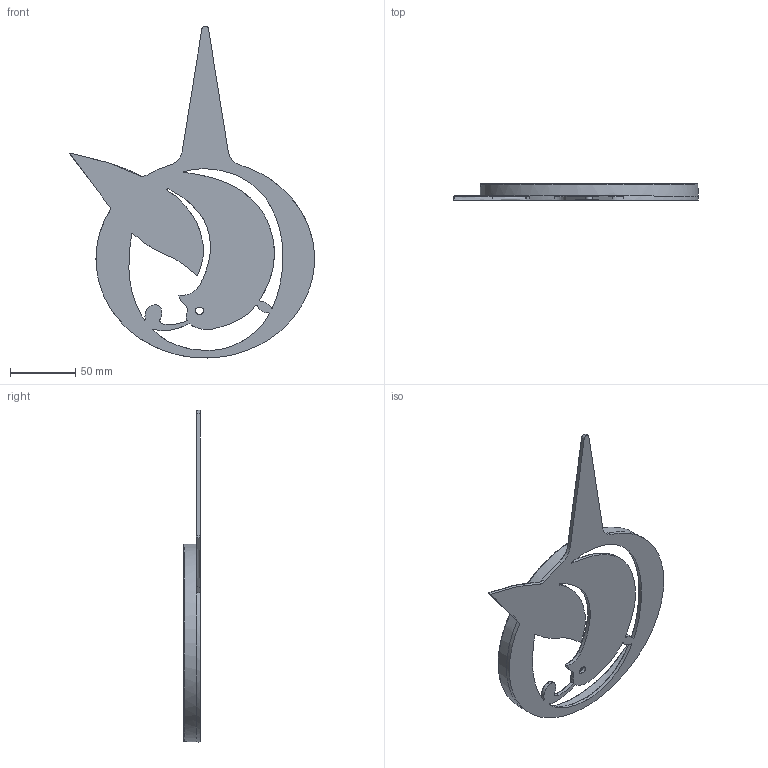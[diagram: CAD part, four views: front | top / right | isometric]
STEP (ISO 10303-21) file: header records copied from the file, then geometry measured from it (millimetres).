
FILE_DESCRIPTION(/* description */ (''),/* implementation_level */ '2;1');
FILE_NAME(/* name */ 'marker v8.step',/* time_stamp */ '2023-10-31T13:48:11-04:00',/* author */ (''),/* organization */ (''),/* preprocessor_version */ 'ST-DEVELOPER v20',/* originating_system */ 'Autodesk Translation Framework v12.14.0.127',/* authorisation */ '');
FILE_SCHEMA (('AUTOMOTIVE_DESIGN { 1 0 10303 214 3 1 1 }'));
Length unit declared in the file: inch
Products named in the file (1): marker
Bounding box: 187.7 x 12.7 x 254.63 mm (x, y, z)
Volume: 65505.7 mm3; surface area: 49892.5 mm2
Topology: 1 solids, 1 shells, 155 faces, 387 edges, 234 vertices
Faces by surface type: bspline 143, plane 8, cylinder 4
Entity records: 11297 total; most frequent: CARTESIAN_POINT 8563, ORIENTED_EDGE 772, EDGE_CURVE 386, B_SPLINE_CURVE_WITH_KNOTS 299, VERTEX_POINT 234, DIRECTION 172, EDGE_LOOP 164, FACE_OUTER_BOUND 155
